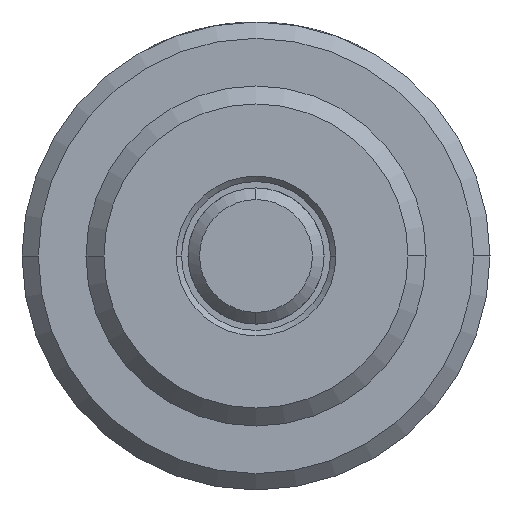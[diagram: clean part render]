
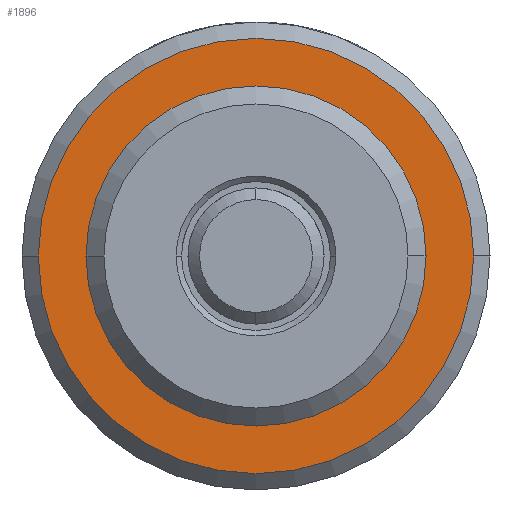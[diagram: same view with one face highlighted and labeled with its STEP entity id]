
A CAD part, left-side view. The second image highlights one B-rep face of the part: STEP entity #1896.
In plain terms, the highlighted planar face has unit normal (-1, 0, 0).
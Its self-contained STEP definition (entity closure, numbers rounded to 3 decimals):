
#4 = DIRECTION ( 'NONE',  ( 1., 0., 0. ) ) ;
#40 = AXIS2_PLACEMENT_3D ( 'NONE', #2458, #4, #4953 ) ;
#70 = ORIENTED_EDGE ( 'NONE', *, *, #264, .T. ) ;
#95 = AXIS2_PLACEMENT_3D ( 'NONE', #1886, #1477, #4825 ) ;
#226 = CARTESIAN_POINT ( 'NONE',  ( 12.7, 0., 10.16 ) ) ;
#264 = EDGE_CURVE ( 'NONE', #3772, #3939, #4473, .T. ) ;
#541 = EDGE_CURVE ( 'NONE', #5123, #816, #1148, .T. ) ;
#674 = EDGE_LOOP ( 'NONE', ( #952, #4789 ) ) ;
#762 = EDGE_CURVE ( 'NONE', #3939, #3772, #915, .T. ) ;
#784 = DIRECTION ( 'NONE',  ( 1., 0., 0. ) ) ;
#816 = VERTEX_POINT ( 'NONE', #2507 ) ;
#915 = CIRCLE ( 'NONE', #4224, 7.906 ) ;
#952 = ORIENTED_EDGE ( 'NONE', *, *, #541, .F. ) ;
#1148 = CIRCLE ( 'NONE', #4219, 10.16 ) ;
#1169 = DIRECTION ( 'NONE',  ( 0., 0., -1. ) ) ;
#1210 = DIRECTION ( 'NONE',  ( 0., 0., -1. ) ) ;
#1477 = DIRECTION ( 'NONE',  ( 1., 0., 0. ) ) ;
#1886 = CARTESIAN_POINT ( 'NONE',  ( 12.7, 0., 0. ) ) ;
#1896 = ADVANCED_FACE ( 'NONE', ( #4798, #4389 ), #4000, .F. ) ;
#1990 = DIRECTION ( 'NONE',  ( 1., 0., 0. ) ) ;
#2352 = CIRCLE ( 'NONE', #40, 10.16 ) ;
#2410 = CARTESIAN_POINT ( 'NONE',  ( 12.7, 0., 0. ) ) ;
#2458 = CARTESIAN_POINT ( 'NONE',  ( 12.7, 0., 0. ) ) ;
#2507 = CARTESIAN_POINT ( 'NONE',  ( 12.7, 0., -10.16 ) ) ;
#2510 = CARTESIAN_POINT ( 'NONE',  ( 12.7, 0., 0. ) ) ;
#2818 = DIRECTION ( 'NONE',  ( 1., 0., 0. ) ) ;
#2894 = DIRECTION ( 'NONE',  ( 0., 0., -1. ) ) ;
#3520 = EDGE_CURVE ( 'NONE', #816, #5123, #2352, .T. ) ;
#3567 = EDGE_LOOP ( 'NONE', ( #4833, #70 ) ) ;
#3772 = VERTEX_POINT ( 'NONE', #4917 ) ;
#3939 = VERTEX_POINT ( 'NONE', #4110 ) ;
#4000 = PLANE ( 'NONE',  #95 ) ;
#4110 = CARTESIAN_POINT ( 'NONE',  ( 12.7, 0., -7.906 ) ) ;
#4219 = AXIS2_PLACEMENT_3D ( 'NONE', #2410, #2818, #1169 ) ;
#4224 = AXIS2_PLACEMENT_3D ( 'NONE', #5362, #784, #2894 ) ;
#4389 = FACE_BOUND ( 'NONE', #3567, .T. ) ;
#4473 = CIRCLE ( 'NONE', #5085, 7.906 ) ;
#4789 = ORIENTED_EDGE ( 'NONE', *, *, #3520, .F. ) ;
#4798 = FACE_OUTER_BOUND ( 'NONE', #674, .T. ) ;
#4825 = DIRECTION ( 'NONE',  ( 0., 0., -1. ) ) ;
#4833 = ORIENTED_EDGE ( 'NONE', *, *, #762, .T. ) ;
#4917 = CARTESIAN_POINT ( 'NONE',  ( 12.7, 0., 7.906 ) ) ;
#4953 = DIRECTION ( 'NONE',  ( 0., 0., -1. ) ) ;
#5085 = AXIS2_PLACEMENT_3D ( 'NONE', #2510, #1990, #1210 ) ;
#5123 = VERTEX_POINT ( 'NONE', #226 ) ;
#5362 = CARTESIAN_POINT ( 'NONE',  ( 12.7, 0., 0. ) ) ;
